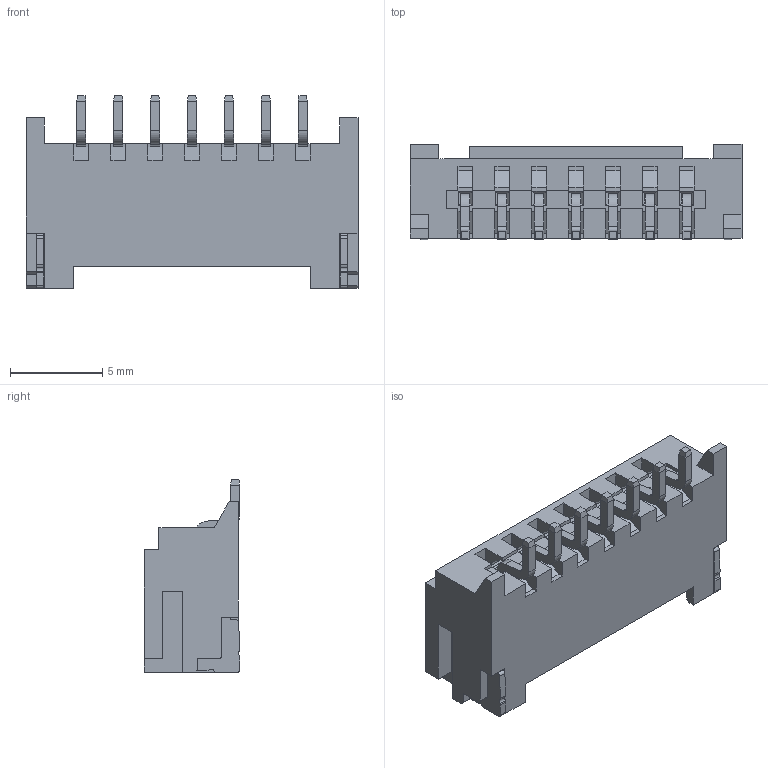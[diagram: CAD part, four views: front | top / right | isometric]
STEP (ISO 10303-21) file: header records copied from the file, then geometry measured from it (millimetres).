
FILE_DESCRIPTION (( 'STEP AP214' ), '1' );
FILE_NAME ('WF08-0N07T52N11.STEP', '2023-08-12T03:25:08', ( '' ), ( '' ), 'SwSTEP 2.0', 'SolidWorks 2023', '' );
FILE_SCHEMA (( 'AUTOMOTIVE_DESIGN' ));
Length unit declared in the file: millimetre
Products named in the file (1): WF08-0N07T52N11
Bounding box: 18 x 5.18 x 10.45 mm (x, y, z)
Volume: 299 mm3; surface area: 835.8 mm2
Topology: 1 solids, 1 shells, 464 faces, 1298 edges, 838 vertices
Faces by surface type: plane 392, cylinder 72
Entity records: 16885 total; most frequent: CARTESIAN_POINT 2601, ORIENTED_EDGE 2596, DIRECTION 2372, EDGE_CURVE 1298, VECTOR 1154, LINE 1154, VERTEX_POINT 838, AXIS2_PLACEMENT_3D 609
